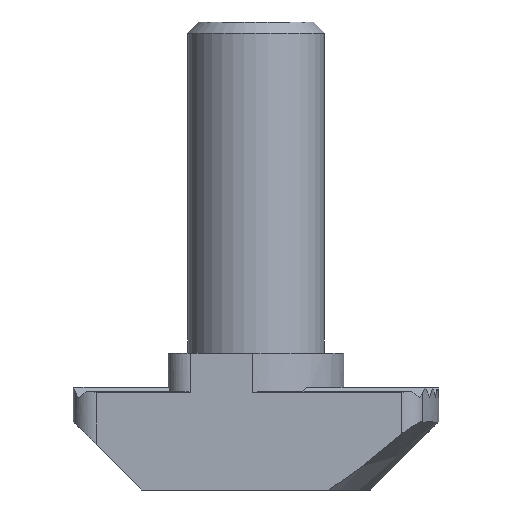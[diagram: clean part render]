
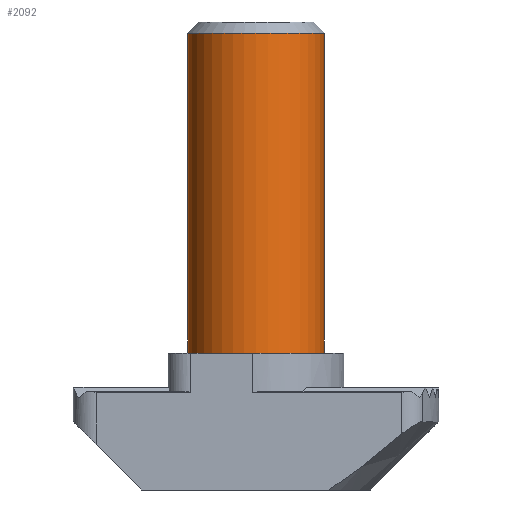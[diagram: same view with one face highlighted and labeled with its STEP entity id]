
A CAD part, front view. The second image highlights one B-rep face of the part: STEP entity #2092.
In plain terms, the highlighted cylindrical face has radius 3 mm (diameter 6 mm), a partial arc.
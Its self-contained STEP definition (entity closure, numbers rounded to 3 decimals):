
#160 = DIRECTION ( 'NONE',  ( -1., 0., 0. ) ) ;
#190 = CARTESIAN_POINT ( 'NONE',  ( 0., 0., -0.769 ) ) ;
#205 = DIRECTION ( 'NONE',  ( 0., 0., -1. ) ) ;
#316 = VERTEX_POINT ( 'NONE', #1097 ) ;
#403 = ORIENTED_EDGE ( 'NONE', *, *, #2370, .T. ) ;
#416 = DIRECTION ( 'NONE',  ( 0., 0., -1. ) ) ;
#442 = CARTESIAN_POINT ( 'NONE',  ( -3., 0., -0.769 ) ) ;
#511 = VERTEX_POINT ( 'NONE', #2924 ) ;
#608 = EDGE_LOOP ( 'NONE', ( #2023, #1271, #1047, #403 ) ) ;
#770 = DIRECTION ( 'NONE',  ( -1., 0., 0. ) ) ;
#774 = DIRECTION ( 'NONE',  ( 0., 0., 1. ) ) ;
#783 = CARTESIAN_POINT ( 'NONE',  ( 0., 0., 6. ) ) ;
#851 = EDGE_CURVE ( 'NONE', #316, #511, #3053, .T. ) ;
#1047 = ORIENTED_EDGE ( 'NONE', *, *, #2521, .T. ) ;
#1097 = CARTESIAN_POINT ( 'NONE',  ( 3., 0., 20. ) ) ;
#1145 = CARTESIAN_POINT ( 'NONE',  ( -3., 0., 6. ) ) ;
#1185 = AXIS2_PLACEMENT_3D ( 'NONE', #190, #205, #160 ) ;
#1271 = ORIENTED_EDGE ( 'NONE', *, *, #2219, .T. ) ;
#1288 = DIRECTION ( 'NONE',  ( -1., 0., 0. ) ) ;
#1291 = DIRECTION ( 'NONE',  ( 0., 0., -1. ) ) ;
#1293 = CARTESIAN_POINT ( 'NONE',  ( 0., 0., 20. ) ) ;
#1459 = CARTESIAN_POINT ( 'NONE',  ( -3., 0., 20. ) ) ;
#1535 = VERTEX_POINT ( 'NONE', #1459 ) ;
#1586 = CYLINDRICAL_SURFACE ( 'NONE', #1185, 3. ) ;
#1674 = VERTEX_POINT ( 'NONE', #1145 ) ;
#1769 = AXIS2_PLACEMENT_3D ( 'NONE', #783, #774, #770 ) ;
#1868 = VECTOR ( 'NONE', #2419, 1000. ) ;
#2023 = ORIENTED_EDGE ( 'NONE', *, *, #851, .F. ) ;
#2092 = ADVANCED_FACE ( 'NONE', ( #2594 ), #1586, .T. ) ;
#2144 = LINE ( 'NONE', #442, #2528 ) ;
#2219 = EDGE_CURVE ( 'NONE', #316, #1535, #2360, .T. ) ;
#2355 = CIRCLE ( 'NONE', #1769, 3. ) ;
#2360 = CIRCLE ( 'NONE', #3143, 3. ) ;
#2370 = EDGE_CURVE ( 'NONE', #1674, #511, #2355, .T. ) ;
#2409 = CARTESIAN_POINT ( 'NONE',  ( 3., 0., -0.769 ) ) ;
#2419 = DIRECTION ( 'NONE',  ( 0., 0., -1. ) ) ;
#2521 = EDGE_CURVE ( 'NONE', #1535, #1674, #2144, .T. ) ;
#2528 = VECTOR ( 'NONE', #416, 1000. ) ;
#2594 = FACE_OUTER_BOUND ( 'NONE', #608, .T. ) ;
#2924 = CARTESIAN_POINT ( 'NONE',  ( 3., 0., 6. ) ) ;
#3053 = LINE ( 'NONE', #2409, #1868 ) ;
#3143 = AXIS2_PLACEMENT_3D ( 'NONE', #1293, #1291, #1288 ) ;
